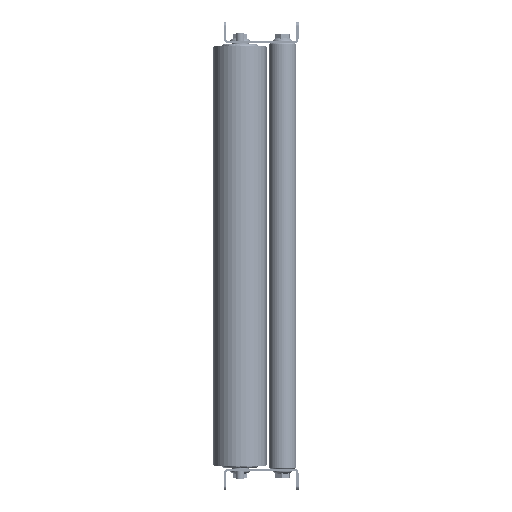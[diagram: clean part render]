
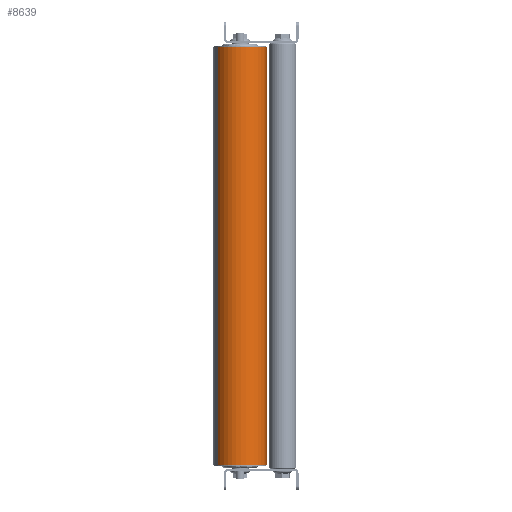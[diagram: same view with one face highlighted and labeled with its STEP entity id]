
A CAD part, left-side view. The second image highlights one B-rep face of the part: STEP entity #8639.
In plain terms, the highlighted cylindrical face has radius 25 mm (diameter 50 mm), a partial arc.
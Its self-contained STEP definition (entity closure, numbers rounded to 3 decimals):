
#518 = VECTOR ( 'NONE', #37236, 1000. ) ;
#1405 = VECTOR ( 'NONE', #50493, 1000. ) ;
#1741 = CARTESIAN_POINT ( 'NONE',  ( 392.6, 0., 0. ) ) ;
#2086 = DIRECTION ( 'NONE',  ( -1., 0., 0. ) ) ;
#4112 = DIRECTION ( 'NONE',  ( 1., 0., 0. ) ) ;
#4368 = DIRECTION ( 'NONE',  ( 0., 0., -1. ) ) ;
#4749 = CARTESIAN_POINT ( 'NONE',  ( 392.6, 0., 25. ) ) ;
#4754 = AXIS2_PLACEMENT_3D ( 'NONE', #23162, #2086, #19197 ) ;
#8639 = ADVANCED_FACE ( 'Fl�che1', ( #34535 ), #46476, .T. ) ;
#8709 = EDGE_CURVE ( 'NONE', #44195, #38789, #42997, .T. ) ;
#9864 = DIRECTION ( 'NONE',  ( 0., 0., -1. ) ) ;
#11519 = EDGE_CURVE ( 'NONE', #44195, #14288, #50676, .T. ) ;
#11871 = EDGE_CURVE ( 'NONE', #38789, #50216, #42244, .T. ) ;
#14288 = VERTEX_POINT ( 'NONE', #39463 ) ;
#15814 = EDGE_LOOP ( 'NONE', ( #44727, #50849, #22636, #18124 ) ) ;
#18124 = ORIENTED_EDGE ( 'NONE', *, *, #35967, .F. ) ;
#19175 = CARTESIAN_POINT ( 'NONE',  ( 392.6, 0., -25. ) ) ;
#19197 = DIRECTION ( 'NONE',  ( 0., 0., 1. ) ) ;
#21754 = DIRECTION ( 'NONE',  ( 1., 0., 0. ) ) ;
#22111 = CARTESIAN_POINT ( 'NONE',  ( 392.6, 0., -25. ) ) ;
#22636 = ORIENTED_EDGE ( 'NONE', *, *, #11871, .T. ) ;
#23162 = CARTESIAN_POINT ( 'NONE',  ( 392.6, 0., 0. ) ) ;
#23373 = CARTESIAN_POINT ( 'NONE',  ( 0., 0., 0. ) ) ;
#29497 = AXIS2_PLACEMENT_3D ( 'NONE', #1741, #21754, #9864 ) ;
#30770 = CARTESIAN_POINT ( 'NONE',  ( 0., 0., 25. ) ) ;
#34535 = FACE_OUTER_BOUND ( 'NONE', #15814, .T. ) ;
#35910 = LINE ( 'NONE', #4749, #518 ) ;
#35967 = EDGE_CURVE ( 'NONE', #14288, #50216, #35910, .T. ) ;
#37236 = DIRECTION ( 'NONE',  ( -1., 0., 0. ) ) ;
#38789 = VERTEX_POINT ( 'NONE', #48776 ) ;
#39463 = CARTESIAN_POINT ( 'NONE',  ( 392.6, 0., 25. ) ) ;
#42203 = AXIS2_PLACEMENT_3D ( 'NONE', #23373, #4112, #4368 ) ;
#42244 = CIRCLE ( 'NONE', #42203, 25. ) ;
#42997 = LINE ( 'NONE', #22111, #1405 ) ;
#44195 = VERTEX_POINT ( 'NONE', #19175 ) ;
#44727 = ORIENTED_EDGE ( 'NONE', *, *, #11519, .F. ) ;
#46476 = CYLINDRICAL_SURFACE ( 'NONE', #4754, 25. ) ;
#48776 = CARTESIAN_POINT ( 'NONE',  ( 0., 0., -25. ) ) ;
#50216 = VERTEX_POINT ( 'NONE', #30770 ) ;
#50493 = DIRECTION ( 'NONE',  ( -1., 0., 0. ) ) ;
#50676 = CIRCLE ( 'NONE', #29497, 25. ) ;
#50849 = ORIENTED_EDGE ( 'NONE', *, *, #8709, .T. ) ;
